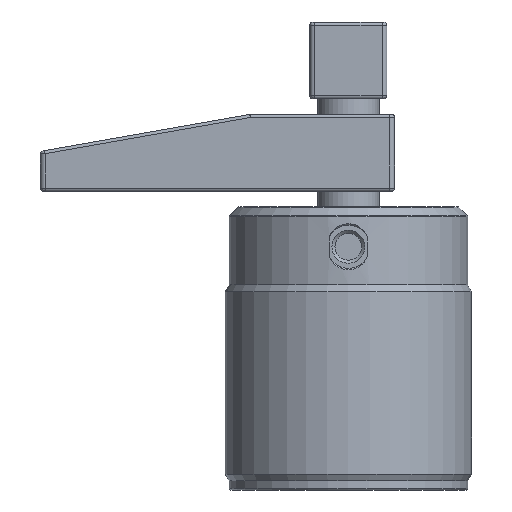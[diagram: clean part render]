
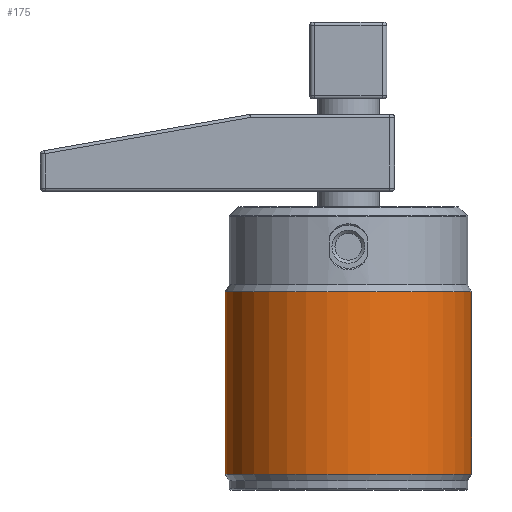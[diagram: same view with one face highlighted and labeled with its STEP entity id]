
A CAD part, front view. The second image highlights one B-rep face of the part: STEP entity #175.
In plain terms, the highlighted cylindrical face has radius 40 mm (diameter 80 mm), a full revolution.
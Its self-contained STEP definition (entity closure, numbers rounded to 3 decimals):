
#105=CYLINDRICAL_SURFACE('',#1444,40.);
#175=ADVANCED_FACE('',(#475,#476),#105,.T.);
#475=FACE_BOUND('',#557,.T.);
#476=FACE_BOUND('',#558,.T.);
#557=EDGE_LOOP('',(#792));
#558=EDGE_LOOP('',(#793));
#792=ORIENTED_EDGE('',*,*,#1171,.T.);
#793=ORIENTED_EDGE('',*,*,#1172,.T.);
#1031=VERTEX_POINT('',#2297);
#1032=VERTEX_POINT('',#2299);
#1171=EDGE_CURVE('',#1031,#1031,#1305,.T.);
#1172=EDGE_CURVE('',#1032,#1032,#1306,.T.);
#1305=CIRCLE('',#1442,40.);
#1306=CIRCLE('',#1443,40.);
#1442=AXIS2_PLACEMENT_3D('',#2296,#1745,#1746);
#1443=AXIS2_PLACEMENT_3D('',#2298,#1747,#1748);
#1444=AXIS2_PLACEMENT_3D('',#2300,#1749,#1750);
#1745=DIRECTION('',(0.,0.,1.));
#1746=DIRECTION('',(-1.,0.,0.));
#1747=DIRECTION('',(0.,0.,-1.));
#1748=DIRECTION('',(1.,0.,0.));
#1749=DIRECTION('',(0.,0.,1.));
#1750=DIRECTION('',(1.,0.,0.));
#2296=CARTESIAN_POINT('',(0.,0.,-91.835));
#2297=CARTESIAN_POINT('',(-40.,0.,-91.835));
#2298=CARTESIAN_POINT('',(0.,0.,-32.565));
#2299=CARTESIAN_POINT('',(40.,0.,-32.565));
#2300=CARTESIAN_POINT('',(0.,0.,-94.));
